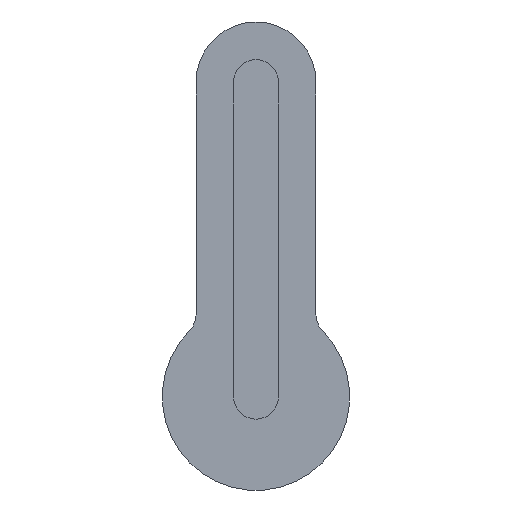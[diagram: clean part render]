
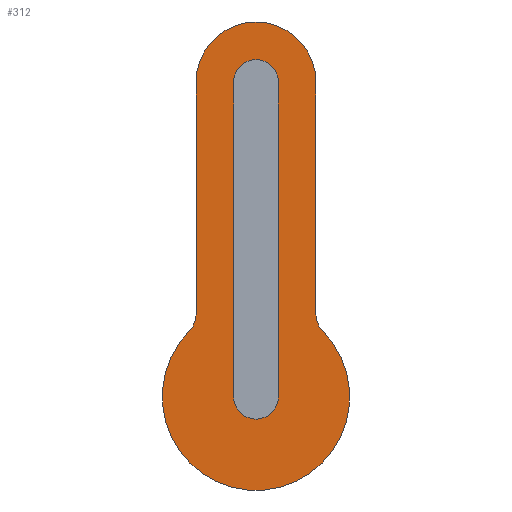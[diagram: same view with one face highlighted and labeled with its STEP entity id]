
A CAD part, front view. The second image highlights one B-rep face of the part: STEP entity #312.
In plain terms, the highlighted planar face has unit normal (0, -1, 0).
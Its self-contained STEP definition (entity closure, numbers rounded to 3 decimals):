
#16=FACE_BOUND('',#64,.T.);
#26=PLANE('',#360);
#44=FACE_OUTER_BOUND('',#63,.T.);
#63=EDGE_LOOP('',(#277,#278,#279,#280,#281,#282));
#64=EDGE_LOOP('',(#283,#284,#285,#286));
#75=LINE('',#494,#101);
#79=LINE('',#505,#105);
#83=LINE('',#515,#109);
#89=LINE('',#539,#115);
#101=VECTOR('',#399,10.);
#105=VECTOR('',#411,10.);
#109=VECTOR('',#419,10.);
#115=VECTOR('',#445,10.);
#121=CIRCLE('',#337,0.3);
#123=CIRCLE('',#341,0.3);
#126=CIRCLE('',#348,0.3);
#128=CIRCLE('',#351,1.25);
#130=CIRCLE('',#354,0.3);
#132=CIRCLE('',#358,0.8);
#141=VERTEX_POINT('',#484);
#142=VERTEX_POINT('',#485);
#145=VERTEX_POINT('',#493);
#147=VERTEX_POINT('',#499);
#151=VERTEX_POINT('',#512);
#152=VERTEX_POINT('',#514);
#154=VERTEX_POINT('',#520);
#156=VERTEX_POINT('',#526);
#158=VERTEX_POINT('',#532);
#160=VERTEX_POINT('',#538);
#173=EDGE_CURVE('',#141,#142,#121,.T.);
#177=EDGE_CURVE('',#145,#141,#75,.T.);
#180=EDGE_CURVE('',#147,#145,#123,.T.);
#183=EDGE_CURVE('',#142,#147,#79,.T.);
#187=EDGE_CURVE('',#152,#151,#83,.T.);
#190=EDGE_CURVE('',#154,#152,#126,.T.);
#193=EDGE_CURVE('',#156,#154,#128,.T.);
#196=EDGE_CURVE('',#158,#156,#130,.T.);
#199=EDGE_CURVE('',#160,#158,#89,.T.);
#202=EDGE_CURVE('',#151,#160,#132,.T.);
#277=ORIENTED_EDGE('',*,*,#202,.T.);
#278=ORIENTED_EDGE('',*,*,#199,.T.);
#279=ORIENTED_EDGE('',*,*,#196,.T.);
#280=ORIENTED_EDGE('',*,*,#193,.T.);
#281=ORIENTED_EDGE('',*,*,#190,.T.);
#282=ORIENTED_EDGE('',*,*,#187,.T.);
#283=ORIENTED_EDGE('',*,*,#173,.T.);
#284=ORIENTED_EDGE('',*,*,#183,.T.);
#285=ORIENTED_EDGE('',*,*,#180,.T.);
#286=ORIENTED_EDGE('',*,*,#177,.T.);
#312=ADVANCED_FACE('',(#44,#16),#26,.F.);
#337=AXIS2_PLACEMENT_3D('',#486,#391,#392);
#341=AXIS2_PLACEMENT_3D('',#500,#404,#405);
#348=AXIS2_PLACEMENT_3D('',#521,#425,#426);
#351=AXIS2_PLACEMENT_3D('',#527,#432,#433);
#354=AXIS2_PLACEMENT_3D('',#533,#439,#440);
#358=AXIS2_PLACEMENT_3D('',#543,#451,#452);
#360=AXIS2_PLACEMENT_3D('',#545,#455,#456);
#391=DIRECTION('center_axis',(0.,1.,0.));
#392=DIRECTION('ref_axis',(1.,0.,0.));
#399=DIRECTION('',(0.,0.,1.));
#404=DIRECTION('center_axis',(0.,1.,0.));
#405=DIRECTION('ref_axis',(-1.,0.,0.));
#411=DIRECTION('',(0.,0.,-1.));
#419=DIRECTION('',(0.,0.,1.));
#425=DIRECTION('center_axis',(0.,1.,0.));
#426=DIRECTION('ref_axis',(-0.71,0.,-0.705));
#432=DIRECTION('center_axis',(0.,-1.,0.));
#433=DIRECTION('ref_axis',(0.71,0.,0.705));
#439=DIRECTION('center_axis',(0.,1.,0.));
#440=DIRECTION('ref_axis',(1.,0.,0.));
#445=DIRECTION('',(0.,0.,-1.));
#451=DIRECTION('center_axis',(0.,-1.,0.));
#452=DIRECTION('ref_axis',(-1.,0.,0.));
#455=DIRECTION('center_axis',(0.,1.,0.));
#456=DIRECTION('ref_axis',(-1.,0.,0.));
#484=CARTESIAN_POINT('',(-28.3,-168.,-17.8));
#485=CARTESIAN_POINT('',(-27.7,-168.,-17.8));
#486=CARTESIAN_POINT('Origin',(-28.,-168.,-17.8));
#493=CARTESIAN_POINT('',(-28.3,-168.,-22.));
#494=CARTESIAN_POINT('',(-28.3,-168.,-21.063));
#499=CARTESIAN_POINT('',(-27.7,-168.,-22.));
#500=CARTESIAN_POINT('Origin',(-28.,-168.,-22.));
#505=CARTESIAN_POINT('',(-27.7,-168.,-18.963));
#512=CARTESIAN_POINT('',(-27.2,-168.,-17.8));
#514=CARTESIAN_POINT('',(-27.2,-168.,-20.908));
#515=CARTESIAN_POINT('',(-27.2,-168.,-17.8));
#520=CARTESIAN_POINT('',(-27.113,-168.,-21.119));
#521=CARTESIAN_POINT('Origin',(-26.9,-168.,-20.908));
#526=CARTESIAN_POINT('',(-28.887,-168.,-21.119));
#527=CARTESIAN_POINT('Origin',(-28.,-168.,-22.));
#532=CARTESIAN_POINT('',(-28.8,-168.,-20.908));
#533=CARTESIAN_POINT('Origin',(-29.1,-168.,-20.908));
#538=CARTESIAN_POINT('',(-28.8,-168.,-17.8));
#539=CARTESIAN_POINT('',(-28.8,-168.,-20.704));
#543=CARTESIAN_POINT('Origin',(-28.,-168.,-17.8));
#545=CARTESIAN_POINT('Origin',(-28.,-168.,-20.125));
